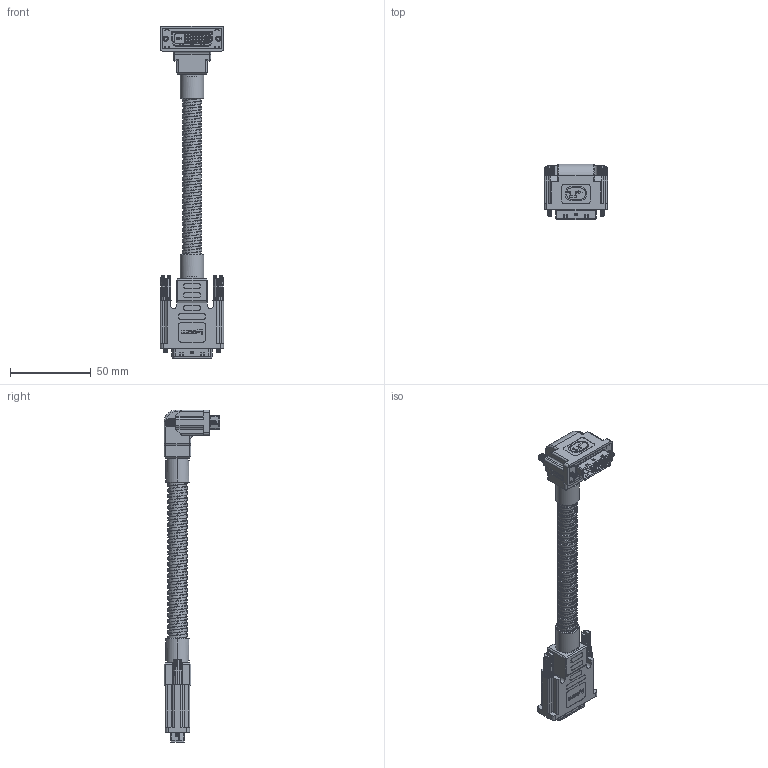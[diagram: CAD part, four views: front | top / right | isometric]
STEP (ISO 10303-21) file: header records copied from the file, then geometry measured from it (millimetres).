
FILE_DESCRIPTION (( 'STEP AP214' ), '1' );
FILE_NAME ('CTLDVIRAMT.STEP', '2013-08-01T17:52:06', ( 'L-Com' ), ( 'L-Com Global Connectivity' ), 'SwSTEP 2.0', 'SolidWorks 2012', '' );
FILE_SCHEMA (( 'AUTOMOTIVE_DESIGN' ));
Length unit declared in the file: millimetre
Products named in the file (12): 1AL05-019; MTN-780(OVER-MOLD FOR CTLDVIMT END)_MALE DL W.THUMBSCREW; 1AJ02-035___; MTN-780(OVER-MOLD FOR CTLDVIMT END)___; MTN-781_MALE DL WITH THUMBSCREW; 1AJ06-065___; 1AJ09-092_Rev.C(OD12xID10 METAL ARMOR CPLR); MTN-781___; MTN-546; 1AH01-009___; 3AC13-001(OD12xID10mm metal armor); CTLDVIRAMT
Assembly tree (15 placements, depth 3):
  CTLDVIRAMT
    3AC13-001(OD12xID10mm metal armor)
    MTN-781_MALE DL WITH THUMBSCREW
      1AH01-009___
      MTN-546
      MTN-781___
      1AJ09-092_Rev.C(OD12xID10 METAL ARMOR CPLR)
      1AJ06-065___  x2
    MTN-780(OVER-MOLD FOR CTLDVIMT END)_MALE DL W.THUMBSCREW
      MTN-780(OVER-MOLD FOR CTLDVIMT END)___
      1AH01-009___
      1AJ09-092_Rev.C(OD12xID10 METAL ARMOR CPLR)
      1AJ02-035___  x2
    1AL05-019
Bounding box: 39.09 x 34.45 x 204.95 mm (x, y, z)
Volume: 50112.5 mm3; surface area: 45867.9 mm2
Topology: 21 solids, 21 shells, 4426 faces, 11106 edges, 6914 vertices
Faces by surface type: plane 2343, bspline 1102, cylinder 799, cone 116, torus 58, sphere 8
Entity records: 117316 total; most frequent: CARTESIAN_POINT 58713, ORIENTED_EDGE 12944, DIRECTION 10033, EDGE_CURVE 6472, VECTOR 4211, LINE 4211, VERTEX_POINT 4052, AXIS2_PLACEMENT_3D 2911
